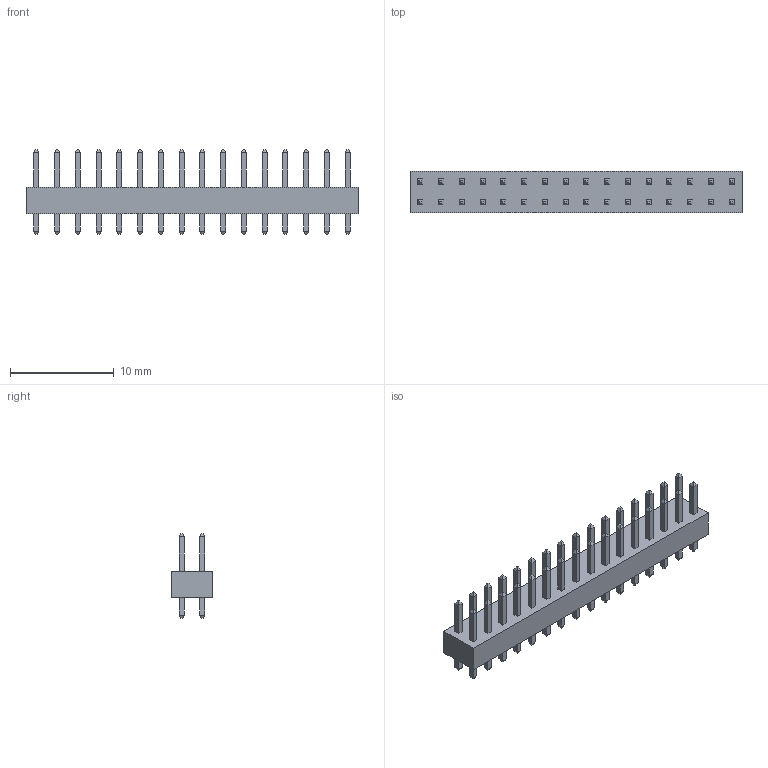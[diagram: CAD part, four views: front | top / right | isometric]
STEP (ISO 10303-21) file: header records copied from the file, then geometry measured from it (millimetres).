
FILE_DESCRIPTION (( 'STEP AP214' ), '1' );
FILE_NAME ( 'HDRV32W50P200_16X2_3200X400H615.STEP', '2022-06-19T11:52:37', ( '' ), ( '' ), '', '©2017 PCB Libraries, Inc.', '' );
FILE_SCHEMA (( 'AUTOMOTIVE_DESIGN' ));
Length unit declared in the file: millimetre
Products named in the file (1): HDRV32W50P200_16X2_3200X400H615
Bounding box: 32 x 4 x 8.15 mm (x, y, z)
Volume: 367.4 mm3; surface area: 806 mm2
Topology: 65 solids, 65 shells, 646 faces, 1292 edges, 776 vertices
Faces by surface type: plane 646
Entity records: 18083 total; most frequent: CARTESIAN_POINT 2715, DIRECTION 2586, ORIENTED_EDGE 2584, VECTOR 1292, LINE 1292, EDGE_CURVE 1292, VERTEX_POINT 776, STYLED_ITEM 712
